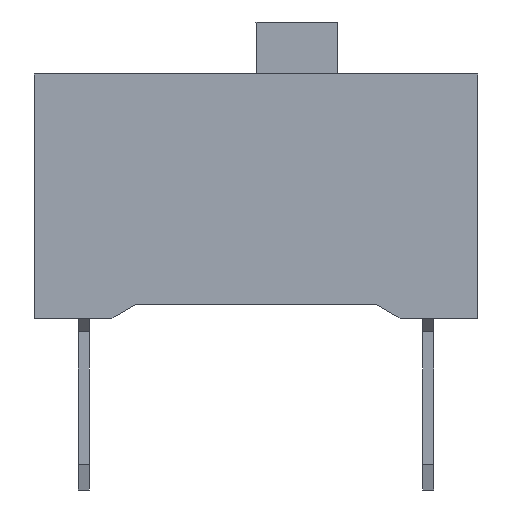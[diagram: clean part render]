
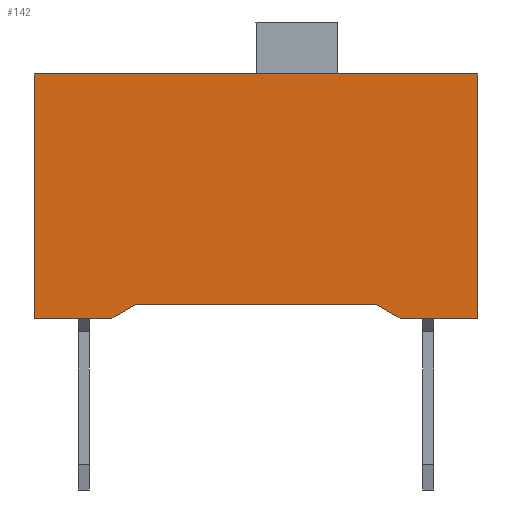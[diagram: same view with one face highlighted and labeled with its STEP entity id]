
A CAD part, left-side view. The second image highlights one B-rep face of the part: STEP entity #142.
In plain terms, the highlighted planar face has unit normal (-1, 0, 0).
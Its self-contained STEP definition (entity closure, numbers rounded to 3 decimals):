
#142=ADVANCED_FACE('',(#660),#662,.T.);
#660=FACE_BOUND('',#661,.T.);
#661=EDGE_LOOP('',(#1196,#1197,#1198,#1199,#1200,#1201,#1202,#1203));
#662=PLANE('',#663);
#663=AXIS2_PLACEMENT_3D('',#664,#665,#666);
#664=CARTESIAN_POINT('',(-1.87,0.,0.));
#665=DIRECTION('',(-1.,0.,0.));
#666=DIRECTION('',(0.,0.,-1.));
#1196=ORIENTED_EDGE('',*,*,#1545,.T.);
#1197=ORIENTED_EDGE('',*,*,#1546,.T.);
#1198=ORIENTED_EDGE('',*,*,#1530,.T.);
#1199=ORIENTED_EDGE('',*,*,#1544,.T.);
#1200=ORIENTED_EDGE('',*,*,#1547,.T.);
#1201=ORIENTED_EDGE('',*,*,#1548,.T.);
#1202=ORIENTED_EDGE('',*,*,#1549,.T.);
#1203=ORIENTED_EDGE('',*,*,#1550,.T.);
#1530=EDGE_CURVE('',#1823,#1821,#1824,.T.);
#1544=EDGE_CURVE('',#1821,#1847,#1849,.T.);
#1545=EDGE_CURVE('',#1850,#1851,#1852,.T.);
#1546=EDGE_CURVE('',#1851,#1823,#1853,.T.);
#1547=EDGE_CURVE('',#1847,#1854,#1855,.T.);
#1548=EDGE_CURVE('',#1854,#1856,#1857,.T.);
#1549=EDGE_CURVE('',#1856,#1858,#1859,.T.);
#1550=EDGE_CURVE('',#1858,#1850,#1860,.T.);
#1821=VERTEX_POINT('',#2421);
#1823=VERTEX_POINT('',#2425);
#1824=LINE('',#2426,#2427);
#1847=VERTEX_POINT('',#2475);
#1849=LINE('',#2479,#2480);
#1850=VERTEX_POINT('',#2482);
#1851=VERTEX_POINT('',#2483);
#1852=LINE('',#2484,#2485);
#1853=LINE('',#2487,#2488);
#1854=VERTEX_POINT('',#2490);
#1855=LINE('',#2491,#2492);
#1856=VERTEX_POINT('',#2494);
#1857=LINE('',#2495,#2496);
#1858=VERTEX_POINT('',#2498);
#1859=LINE('',#2499,#2500);
#1860=LINE('',#2502,#2503);
#2421=CARTESIAN_POINT('',(-1.87,4.9,5.7));
#2425=CARTESIAN_POINT('',(-1.87,-4.9,5.7));
#2426=CARTESIAN_POINT('',(-1.87,-4.9,5.7));
#2427=VECTOR('',#2428,1.);
#2428=DIRECTION('',(0.,1.,0.));
#2475=CARTESIAN_POINT('',(-1.87,4.9,0.3));
#2479=CARTESIAN_POINT('',(-1.87,4.9,5.7));
#2480=VECTOR('',#2481,1.);
#2481=DIRECTION('',(0.,0.,-1.));
#2482=CARTESIAN_POINT('',(-1.87,-3.185,0.3));
#2483=CARTESIAN_POINT('',(-1.87,-4.9,0.3));
#2484=CARTESIAN_POINT('',(-1.87,-3.185,0.3));
#2485=VECTOR('',#2486,1.);
#2486=DIRECTION('',(0.,-1.,0.));
#2487=CARTESIAN_POINT('',(-1.87,-4.9,0.3));
#2488=VECTOR('',#2489,1.);
#2489=DIRECTION('',(0.,0.,1.));
#2490=CARTESIAN_POINT('',(-1.87,3.185,0.3));
#2491=CARTESIAN_POINT('',(-1.87,4.9,0.3));
#2492=VECTOR('',#2493,1.);
#2493=DIRECTION('',(0.,-1.,0.));
#2494=CARTESIAN_POINT('',(-1.87,2.665,0.6));
#2495=CARTESIAN_POINT('',(-1.87,3.185,0.3));
#2496=VECTOR('',#2497,1.);
#2497=DIRECTION('',(0.,-0.866,0.5));
#2498=CARTESIAN_POINT('',(-1.87,-2.665,0.6));
#2499=CARTESIAN_POINT('',(-1.87,2.665,0.6));
#2500=VECTOR('',#2501,1.);
#2501=DIRECTION('',(0.,-1.,0.));
#2502=CARTESIAN_POINT('',(-1.87,-2.665,0.6));
#2503=VECTOR('',#2504,1.);
#2504=DIRECTION('',(0.,-0.866,-0.5));
